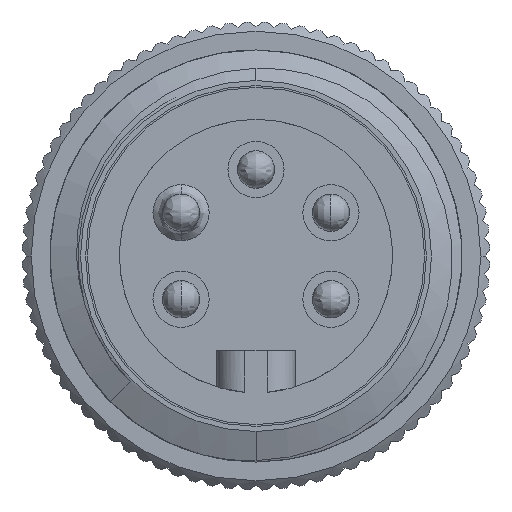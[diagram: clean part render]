
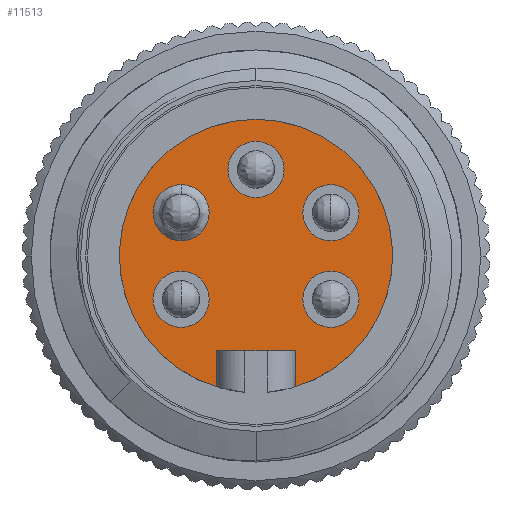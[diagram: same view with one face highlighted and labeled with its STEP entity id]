
A CAD part, left-side view. The second image highlights one B-rep face of the part: STEP entity #11513.
In plain terms, the highlighted planar face has unit normal (-1, 0, 0).
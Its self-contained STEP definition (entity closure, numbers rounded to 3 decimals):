
#492 = AXIS2_PLACEMENT_3D ( 'NONE', #878, #842, #766 ) ;
#653 = CARTESIAN_POINT ( 'NONE',  ( -11., 0., 7.3 ) ) ;
#766 = DIRECTION ( 'NONE',  ( 0., 0., -1. ) ) ;
#842 = DIRECTION ( 'NONE',  ( -1., 0., 0. ) ) ;
#878 = CARTESIAN_POINT ( 'NONE',  ( -11., -4., 2.31 ) ) ;
#1011 = VECTOR ( 'NONE', #10699, 1000. ) ;
#1350 = VERTEX_POINT ( 'NONE', #1593 ) ;
#1445 = ORIENTED_EDGE ( 'NONE', *, *, #14848, .F. ) ;
#1540 = CARTESIAN_POINT ( 'NONE',  ( -11., 4., -3.81 ) ) ;
#1593 = CARTESIAN_POINT ( 'NONE',  ( -11., 4., 3.81 ) ) ;
#1691 = DIRECTION ( 'NONE',  ( 0., 1., 0. ) ) ;
#1852 = DIRECTION ( 'NONE',  ( 0., 0., -1. ) ) ;
#2533 = CARTESIAN_POINT ( 'NONE',  ( -11., -2.1, 0. ) ) ;
#3359 = ORIENTED_EDGE ( 'NONE', *, *, #11107, .F. ) ;
#3505 = CIRCLE ( 'NONE', #492, 1.5 ) ;
#3727 = VERTEX_POINT ( 'NONE', #1540 ) ;
#3963 = CARTESIAN_POINT ( 'NONE',  ( -11., -4., -2.31 ) ) ;
#4393 = CARTESIAN_POINT ( 'NONE',  ( -11., -4., -0.81 ) ) ;
#4460 = PLANE ( 'NONE',  #18047 ) ;
#4673 = ORIENTED_EDGE ( 'NONE', *, *, #29863, .F. ) ;
#4763 = VECTOR ( 'NONE', #10562, 1000. ) ;
#5528 = EDGE_CURVE ( 'NONE', #14759, #19364, #26800, .T. ) ;
#5580 = CIRCLE ( 'NONE', #18452, 1.5 ) ;
#5643 = CIRCLE ( 'NONE', #23545, 1.5 ) ;
#5895 = FACE_OUTER_BOUND ( 'NONE', #24900, .T. ) ;
#6671 = DIRECTION ( 'NONE',  ( 0., 0., -1. ) ) ;
#6777 = CARTESIAN_POINT ( 'NONE',  ( -11., 4., -2.31 ) ) ;
#7168 = EDGE_CURVE ( 'NONE', #12805, #30521, #3505, .T. ) ;
#7945 = AXIS2_PLACEMENT_3D ( 'NONE', #11524, #30434, #14292 ) ;
#7957 = VERTEX_POINT ( 'NONE', #31618 ) ;
#8082 = VERTEX_POINT ( 'NONE', #34846 ) ;
#8460 = CIRCLE ( 'NONE', #34530, 1.5 ) ;
#8779 = CARTESIAN_POINT ( 'NONE',  ( -11., 4., -2.31 ) ) ;
#9336 = EDGE_CURVE ( 'NONE', #19364, #26056, #17906, .T. ) ;
#9357 = DIRECTION ( 'NONE',  ( -1., 0., 0. ) ) ;
#9494 = DIRECTION ( 'NONE',  ( 0., 0., -1. ) ) ;
#9559 = EDGE_LOOP ( 'NONE', ( #1445, #25416 ) ) ;
#10071 = EDGE_CURVE ( 'NONE', #18040, #25585, #8460, .T. ) ;
#10131 = VECTOR ( 'NONE', #1691, 1000. ) ;
#10562 = DIRECTION ( 'NONE',  ( 0., 0., 1. ) ) ;
#10699 = DIRECTION ( 'NONE',  ( 0., 0., -1. ) ) ;
#10939 = CARTESIAN_POINT ( 'NONE',  ( -11., 4., 2.31 ) ) ;
#10967 = EDGE_CURVE ( 'NONE', #30521, #12805, #11850, .T. ) ;
#11107 = EDGE_CURVE ( 'NONE', #34074, #30925, #17427, .T. ) ;
#11164 = CARTESIAN_POINT ( 'NONE',  ( -11., 4., 2.31 ) ) ;
#11488 = EDGE_LOOP ( 'NONE', ( #4673, #25490 ) ) ;
#11513 = ADVANCED_FACE ( 'NONE', ( #5895, #33857, #33016, #26635, #12264, #25758 ), #4460, .F. ) ;
#11517 = DIRECTION ( 'NONE',  ( 0., 0., -1. ) ) ;
#11524 = CARTESIAN_POINT ( 'NONE',  ( -11., -4., -2.31 ) ) ;
#11562 = DIRECTION ( 'NONE',  ( 0., 0., 1. ) ) ;
#11850 = CIRCLE ( 'NONE', #18720, 1.5 ) ;
#12264 = FACE_BOUND ( 'NONE', #27105, .T. ) ;
#12706 = DIRECTION ( 'NONE',  ( -1., 0., 0. ) ) ;
#12805 = VERTEX_POINT ( 'NONE', #18227 ) ;
#12889 = CARTESIAN_POINT ( 'NONE',  ( -11., 7.3, 0. ) ) ;
#12918 = DIRECTION ( 'NONE',  ( -1., 0., 0. ) ) ;
#13154 = CARTESIAN_POINT ( 'NONE',  ( -11., 0., 0. ) ) ;
#13413 = ORIENTED_EDGE ( 'NONE', *, *, #10967, .F. ) ;
#13710 = DIRECTION ( 'NONE',  ( 0., 0., -1. ) ) ;
#13934 = DIRECTION ( 'NONE',  ( 0., 0., -1. ) ) ;
#14292 = DIRECTION ( 'NONE',  ( 0., 0., -1. ) ) ;
#14456 = ORIENTED_EDGE ( 'NONE', *, *, #5528, .T. ) ;
#14504 = EDGE_CURVE ( 'NONE', #33326, #3727, #26882, .T. ) ;
#14523 = AXIS2_PLACEMENT_3D ( 'NONE', #10939, #29851, #13710 ) ;
#14759 = VERTEX_POINT ( 'NONE', #17392 ) ;
#14848 = EDGE_CURVE ( 'NONE', #28996, #7957, #20993, .T. ) ;
#15646 = DIRECTION ( 'NONE',  ( 0., 0., -1. ) ) ;
#15955 = CIRCLE ( 'NONE', #7945, 1.5 ) ;
#16781 = CARTESIAN_POINT ( 'NONE',  ( -11., -2.1, -5.05 ) ) ;
#17120 = AXIS2_PLACEMENT_3D ( 'NONE', #13154, #12918, #11562 ) ;
#17392 = CARTESIAN_POINT ( 'NONE',  ( -11., -2.1, -6.991 ) ) ;
#17416 = ORIENTED_EDGE ( 'NONE', *, *, #14504, .F. ) ;
#17427 = LINE ( 'NONE', #17975, #10131 ) ;
#17906 = CIRCLE ( 'NONE', #17120, 7.3 ) ;
#17975 = CARTESIAN_POINT ( 'NONE',  ( -11., 7.3, -5.05 ) ) ;
#18040 = VERTEX_POINT ( 'NONE', #4393 ) ;
#18047 = AXIS2_PLACEMENT_3D ( 'NONE', #12889, #31808, #15646 ) ;
#18136 = DIRECTION ( 'NONE',  ( -1., 0., 0. ) ) ;
#18227 = CARTESIAN_POINT ( 'NONE',  ( -11., -4., 3.81 ) ) ;
#18452 = AXIS2_PLACEMENT_3D ( 'NONE', #11164, #30064, #13934 ) ;
#18720 = AXIS2_PLACEMENT_3D ( 'NONE', #25550, #9357, #28290 ) ;
#19116 = EDGE_CURVE ( 'NONE', #30925, #26056, #29775, .T. ) ;
#19184 = EDGE_CURVE ( 'NONE', #1350, #8082, #28928, .T. ) ;
#19364 = VERTEX_POINT ( 'NONE', #653 ) ;
#19379 = EDGE_CURVE ( 'NONE', #3727, #33326, #5643, .T. ) ;
#19763 = ORIENTED_EDGE ( 'NONE', *, *, #19184, .F. ) ;
#20244 = DIRECTION ( 'NONE',  ( 0., 0., 1. ) ) ;
#20281 = DIRECTION ( 'NONE',  ( -1., 0., 0. ) ) ;
#20313 = CARTESIAN_POINT ( 'NONE',  ( -11., 0., 0. ) ) ;
#20540 = EDGE_CURVE ( 'NONE', #14759, #34074, #25479, .T. ) ;
#20551 = ORIENTED_EDGE ( 'NONE', *, *, #19379, .F. ) ;
#20587 = CARTESIAN_POINT ( 'NONE',  ( -11., 0., 3.12 ) ) ;
#20993 = CIRCLE ( 'NONE', #32081, 1.5 ) ;
#21378 = EDGE_CURVE ( 'NONE', #7957, #28996, #30539, .T. ) ;
#21635 = EDGE_CURVE ( 'NONE', #8082, #1350, #5580, .T. ) ;
#22882 = DIRECTION ( 'NONE',  ( -1., 0., 0. ) ) ;
#23412 = ORIENTED_EDGE ( 'NONE', *, *, #20540, .F. ) ;
#23545 = AXIS2_PLACEMENT_3D ( 'NONE', #8779, #27722, #11517 ) ;
#23585 = CARTESIAN_POINT ( 'NONE',  ( -11., 4., -0.81 ) ) ;
#23804 = EDGE_LOOP ( 'NONE', ( #26354, #19763 ) ) ;
#24844 = ORIENTED_EDGE ( 'NONE', *, *, #19116, .F. ) ;
#24900 = EDGE_LOOP ( 'NONE', ( #3359, #23412, #14456, #33638, #24844 ) ) ;
#25416 = ORIENTED_EDGE ( 'NONE', *, *, #21378, .F. ) ;
#25479 = LINE ( 'NONE', #2533, #4763 ) ;
#25490 = ORIENTED_EDGE ( 'NONE', *, *, #10071, .F. ) ;
#25550 = CARTESIAN_POINT ( 'NONE',  ( -11., -4., 2.31 ) ) ;
#25585 = VERTEX_POINT ( 'NONE', #33072 ) ;
#25692 = DIRECTION ( 'NONE',  ( -1., 0., 0. ) ) ;
#25758 = FACE_BOUND ( 'NONE', #11488, .T. ) ;
#25798 = CARTESIAN_POINT ( 'NONE',  ( -11., 2.1, -5.05 ) ) ;
#26056 = VERTEX_POINT ( 'NONE', #31850 ) ;
#26354 = ORIENTED_EDGE ( 'NONE', *, *, #21635, .F. ) ;
#26635 = FACE_BOUND ( 'NONE', #9559, .T. ) ;
#26800 = CIRCLE ( 'NONE', #26958, 7.3 ) ;
#26882 = CIRCLE ( 'NONE', #30887, 1.5 ) ;
#26908 = CARTESIAN_POINT ( 'NONE',  ( -11., 2.1, 0. ) ) ;
#26958 = AXIS2_PLACEMENT_3D ( 'NONE', #20313, #20281, #20244 ) ;
#27105 = EDGE_LOOP ( 'NONE', ( #13413, #34703 ) ) ;
#27722 = DIRECTION ( 'NONE',  ( -1., 0., 0. ) ) ;
#28290 = DIRECTION ( 'NONE',  ( 0., 0., -1. ) ) ;
#28872 = CARTESIAN_POINT ( 'NONE',  ( -11., 0., 4.62 ) ) ;
#28928 = CIRCLE ( 'NONE', #14523, 1.5 ) ;
#28996 = VERTEX_POINT ( 'NONE', #20587 ) ;
#29074 = CARTESIAN_POINT ( 'NONE',  ( -11., -4., 0.81 ) ) ;
#29775 = LINE ( 'NONE', #26908, #1011 ) ;
#29851 = DIRECTION ( 'NONE',  ( -1., 0., 0. ) ) ;
#29863 = EDGE_CURVE ( 'NONE', #25585, #18040, #15955, .T. ) ;
#30064 = DIRECTION ( 'NONE',  ( -1., 0., 0. ) ) ;
#30434 = DIRECTION ( 'NONE',  ( -1., 0., 0. ) ) ;
#30521 = VERTEX_POINT ( 'NONE', #29074 ) ;
#30539 = CIRCLE ( 'NONE', #31753, 1.5 ) ;
#30887 = AXIS2_PLACEMENT_3D ( 'NONE', #6777, #25692, #9494 ) ;
#30925 = VERTEX_POINT ( 'NONE', #25798 ) ;
#31318 = EDGE_LOOP ( 'NONE', ( #20551, #17416 ) ) ;
#31618 = CARTESIAN_POINT ( 'NONE',  ( -11., 0., 6.12 ) ) ;
#31621 = DIRECTION ( 'NONE',  ( 0., 0., -1. ) ) ;
#31753 = AXIS2_PLACEMENT_3D ( 'NONE', #34279, #18136, #1852 ) ;
#31808 = DIRECTION ( 'NONE',  ( 1., 0., 0. ) ) ;
#31850 = CARTESIAN_POINT ( 'NONE',  ( -11., 2.1, -6.991 ) ) ;
#32081 = AXIS2_PLACEMENT_3D ( 'NONE', #28872, #12706, #31621 ) ;
#33016 = FACE_BOUND ( 'NONE', #23804, .T. ) ;
#33072 = CARTESIAN_POINT ( 'NONE',  ( -11., -4., -3.81 ) ) ;
#33326 = VERTEX_POINT ( 'NONE', #23585 ) ;
#33638 = ORIENTED_EDGE ( 'NONE', *, *, #9336, .T. ) ;
#33857 = FACE_BOUND ( 'NONE', #31318, .T. ) ;
#34074 = VERTEX_POINT ( 'NONE', #16781 ) ;
#34279 = CARTESIAN_POINT ( 'NONE',  ( -11., 0., 4.62 ) ) ;
#34530 = AXIS2_PLACEMENT_3D ( 'NONE', #3963, #22882, #6671 ) ;
#34703 = ORIENTED_EDGE ( 'NONE', *, *, #7168, .F. ) ;
#34846 = CARTESIAN_POINT ( 'NONE',  ( -11., 4., 0.81 ) ) ;
